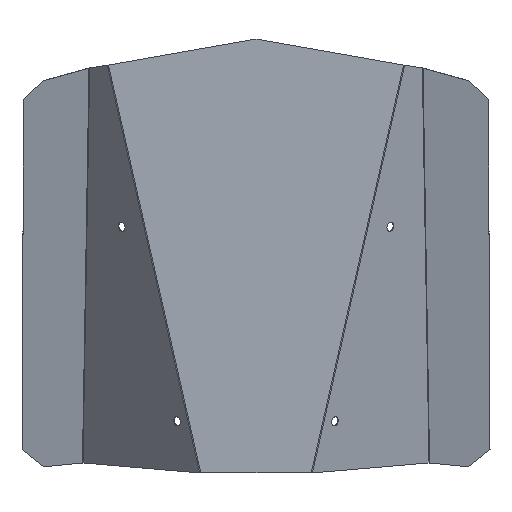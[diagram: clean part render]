
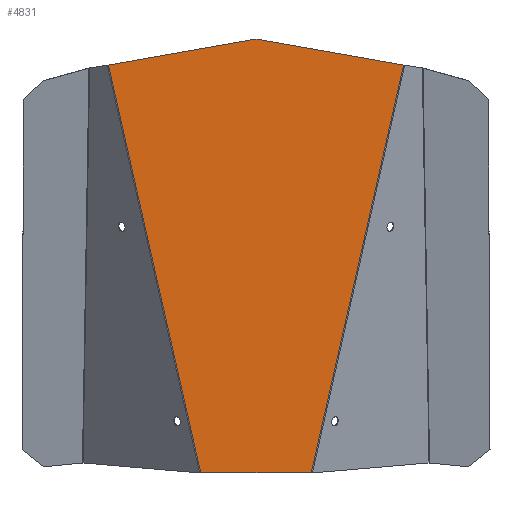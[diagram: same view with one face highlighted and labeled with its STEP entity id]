
A CAD part, top view. The second image highlights one B-rep face of the part: STEP entity #4831.
In plain terms, the highlighted planar face has unit normal (0, 0, 1).
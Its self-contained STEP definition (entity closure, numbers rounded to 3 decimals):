
#849 = PLANE('',#850);
#850 = AXIS2_PLACEMENT_3D('',#851,#852,#853);
#851 = CARTESIAN_POINT('',(0.,0.,0.));
#852 = DIRECTION('',(0.,-1.,0.));
#853 = DIRECTION('',(-1.,0.,0.));
#877 = PLANE('',#878);
#878 = AXIS2_PLACEMENT_3D('',#879,#880,#881);
#879 = CARTESIAN_POINT('',(0.,0.,0.));
#880 = DIRECTION('',(0.,1.,0.));
#881 = DIRECTION('',(1.,0.,0.));
#1031 = PLANE('',#1032);
#1032 = AXIS2_PLACEMENT_3D('',#1033,#1034,#1035);
#1033 = CARTESIAN_POINT('',(240.,428.398,0.));
#1034 = DIRECTION('',(-0.174,-0.985,0.));
#1035 = DIRECTION('',(-0.985,0.174,0.));
#1057 = PLANE('',#1058);
#1058 = AXIS2_PLACEMENT_3D('',#1059,#1060,#1061);
#1059 = CARTESIAN_POINT('',(-240.,428.398,0.));
#1060 = DIRECTION('',(-0.174,0.985,0.));
#1061 = DIRECTION('',(0.985,0.174,0.));
#1451 = VERTEX_POINT('',#1452);
#1452 = CARTESIAN_POINT('',(-60.,0.,0.8));
#1489 = CYLINDRICAL_SURFACE('',#1490,1.8);
#1490 = AXIS2_PLACEMENT_3D('',#1491,#1492,#1493);
#1491 = CARTESIAN_POINT('',(-160.,442.504,-1.));
#1492 = DIRECTION('',(0.22,-0.975,0.));
#1493 = DIRECTION('',(-0.975,-0.22,0.));
#1528 = VERTEX_POINT('',#1529);
#1529 = CARTESIAN_POINT('',(0.,0.,0.8));
#1550 = EDGE_CURVE('',#1528,#1451,#1551,.T.);
#1551 = SURFACE_CURVE('',#1552,(#1556,#1563),.PCURVE_S1.);
#1552 = LINE('',#1553,#1554);
#1553 = CARTESIAN_POINT('',(0.,0.,0.8));
#1554 = VECTOR('',#1555,1.);
#1555 = DIRECTION('',(-1.,0.,0.));
#1556 = PCURVE('',#849,#1557);
#1557 = DEFINITIONAL_REPRESENTATION('',(#1558),#1562);
#1558 = LINE('',#1559,#1560);
#1559 = CARTESIAN_POINT('',(0.,-0.8));
#1560 = VECTOR('',#1561,1.);
#1561 = DIRECTION('',(1.,0.));
#1562 = ( GEOMETRIC_REPRESENTATION_CONTEXT(2) 
PARAMETRIC_REPRESENTATION_CONTEXT() REPRESENTATION_CONTEXT('2D SPACE',''
  ) );
#1563 = PCURVE('',#1564,#1569);
#1564 = PLANE('',#1565);
#1565 = AXIS2_PLACEMENT_3D('',#1566,#1567,#1568);
#1566 = CARTESIAN_POINT('',(0.,211.978,0.8));
#1567 = DIRECTION('',(0.,0.,1.));
#1568 = DIRECTION('',(1.,0.,0.));
#1569 = DEFINITIONAL_REPRESENTATION('',(#1570),#1574);
#1570 = LINE('',#1571,#1572);
#1571 = CARTESIAN_POINT('',(0.,-211.978));
#1572 = VECTOR('',#1573,1.);
#1573 = DIRECTION('',(-1.,0.));
#1574 = ( GEOMETRIC_REPRESENTATION_CONTEXT(2) 
PARAMETRIC_REPRESENTATION_CONTEXT() REPRESENTATION_CONTEXT('2D SPACE',''
  ) );
#1603 = VERTEX_POINT('',#1604);
#1604 = CARTESIAN_POINT('',(-160.,442.504,0.8));
#2023 = EDGE_CURVE('',#1603,#2024,#2026,.T.);
#2024 = VERTEX_POINT('',#2025);
#2025 = CARTESIAN_POINT('',(0.,470.716,0.8));
#2026 = SURFACE_CURVE('',#2027,(#2031,#2038),.PCURVE_S1.);
#2027 = LINE('',#2028,#2029);
#2028 = CARTESIAN_POINT('',(-240.,428.398,0.8));
#2029 = VECTOR('',#2030,1.);
#2030 = DIRECTION('',(0.985,0.174,0.));
#2031 = PCURVE('',#1057,#2032);
#2032 = DEFINITIONAL_REPRESENTATION('',(#2033),#2037);
#2033 = LINE('',#2034,#2035);
#2034 = CARTESIAN_POINT('',(0.,-0.8));
#2035 = VECTOR('',#2036,1.);
#2036 = DIRECTION('',(1.,0.));
#2037 = ( GEOMETRIC_REPRESENTATION_CONTEXT(2) 
PARAMETRIC_REPRESENTATION_CONTEXT() REPRESENTATION_CONTEXT('2D SPACE',''
  ) );
#2038 = PCURVE('',#1564,#2039);
#2039 = DEFINITIONAL_REPRESENTATION('',(#2040),#2044);
#2040 = LINE('',#2041,#2042);
#2041 = CARTESIAN_POINT('',(-240.,216.42));
#2042 = VECTOR('',#2043,1.);
#2043 = DIRECTION('',(0.985,0.174));
#2044 = ( GEOMETRIC_REPRESENTATION_CONTEXT(2) 
PARAMETRIC_REPRESENTATION_CONTEXT() REPRESENTATION_CONTEXT('2D SPACE',''
  ) );
#2518 = VERTEX_POINT('',#2519);
#2519 = CARTESIAN_POINT('',(160.,442.504,0.8));
#2938 = EDGE_CURVE('',#2518,#2024,#2939,.T.);
#2939 = SURFACE_CURVE('',#2940,(#2944,#2951),.PCURVE_S1.);
#2940 = LINE('',#2941,#2942);
#2941 = CARTESIAN_POINT('',(240.,428.398,0.8));
#2942 = VECTOR('',#2943,1.);
#2943 = DIRECTION('',(-0.985,0.174,0.));
#2944 = PCURVE('',#1031,#2945);
#2945 = DEFINITIONAL_REPRESENTATION('',(#2946),#2950);
#2946 = LINE('',#2947,#2948);
#2947 = CARTESIAN_POINT('',(0.,-0.8));
#2948 = VECTOR('',#2949,1.);
#2949 = DIRECTION('',(1.,0.));
#2950 = ( GEOMETRIC_REPRESENTATION_CONTEXT(2) 
PARAMETRIC_REPRESENTATION_CONTEXT() REPRESENTATION_CONTEXT('2D SPACE',''
  ) );
#2951 = PCURVE('',#1564,#2952);
#2952 = DEFINITIONAL_REPRESENTATION('',(#2953),#2957);
#2953 = LINE('',#2954,#2955);
#2954 = CARTESIAN_POINT('',(240.,216.42));
#2955 = VECTOR('',#2956,1.);
#2956 = DIRECTION('',(-0.985,0.174));
#2957 = ( GEOMETRIC_REPRESENTATION_CONTEXT(2) 
PARAMETRIC_REPRESENTATION_CONTEXT() REPRESENTATION_CONTEXT('2D SPACE',''
  ) );
#3344 = EDGE_CURVE('',#1528,#3345,#3347,.T.);
#3345 = VERTEX_POINT('',#3346);
#3346 = CARTESIAN_POINT('',(60.,0.,0.8));
#3347 = SURFACE_CURVE('',#3348,(#3352,#3359),.PCURVE_S1.);
#3348 = LINE('',#3349,#3350);
#3349 = CARTESIAN_POINT('',(0.,0.,0.8));
#3350 = VECTOR('',#3351,1.);
#3351 = DIRECTION('',(1.,0.,0.));
#3352 = PCURVE('',#877,#3353);
#3353 = DEFINITIONAL_REPRESENTATION('',(#3354),#3358);
#3354 = LINE('',#3355,#3356);
#3355 = CARTESIAN_POINT('',(0.,-0.8));
#3356 = VECTOR('',#3357,1.);
#3357 = DIRECTION('',(1.,0.));
#3358 = ( GEOMETRIC_REPRESENTATION_CONTEXT(2) 
PARAMETRIC_REPRESENTATION_CONTEXT() REPRESENTATION_CONTEXT('2D SPACE',''
  ) );
#3359 = PCURVE('',#1564,#3360);
#3360 = DEFINITIONAL_REPRESENTATION('',(#3361),#3365);
#3361 = LINE('',#3362,#3363);
#3362 = CARTESIAN_POINT('',(0.,-211.978));
#3363 = VECTOR('',#3364,1.);
#3364 = DIRECTION('',(1.,0.));
#3365 = ( GEOMETRIC_REPRESENTATION_CONTEXT(2) 
PARAMETRIC_REPRESENTATION_CONTEXT() REPRESENTATION_CONTEXT('2D SPACE',''
  ) );
#4735 = EDGE_CURVE('',#1603,#1451,#4736,.T.);
#4736 = SURFACE_CURVE('',#4737,(#4741,#4748),.PCURVE_S1.);
#4737 = LINE('',#4738,#4739);
#4738 = CARTESIAN_POINT('',(-160.,442.504,0.8));
#4739 = VECTOR('',#4740,1.);
#4740 = DIRECTION('',(0.22,-0.975,0.));
#4741 = PCURVE('',#1489,#4742);
#4742 = DEFINITIONAL_REPRESENTATION('',(#4743),#4747);
#4743 = LINE('',#4744,#4745);
#4744 = CARTESIAN_POINT('',(4.712,0.));
#4745 = VECTOR('',#4746,1.);
#4746 = DIRECTION('',(0.,1.));
#4747 = ( GEOMETRIC_REPRESENTATION_CONTEXT(2) 
PARAMETRIC_REPRESENTATION_CONTEXT() REPRESENTATION_CONTEXT('2D SPACE',''
  ) );
#4748 = PCURVE('',#1564,#4749);
#4749 = DEFINITIONAL_REPRESENTATION('',(#4750),#4754);
#4750 = LINE('',#4751,#4752);
#4751 = CARTESIAN_POINT('',(-160.,230.526));
#4752 = VECTOR('',#4753,1.);
#4753 = DIRECTION('',(0.22,-0.975));
#4754 = ( GEOMETRIC_REPRESENTATION_CONTEXT(2) 
PARAMETRIC_REPRESENTATION_CONTEXT() REPRESENTATION_CONTEXT('2D SPACE',''
  ) );
#4831 = ADVANCED_FACE('',(#4832),#1564,.T.);
#4832 = FACE_BOUND('',#4833,.T.);
#4833 = EDGE_LOOP('',(#4834,#4835,#4836,#4862,#4863,#4864));
#4834 = ORIENTED_EDGE('',*,*,#1550,.F.);
#4835 = ORIENTED_EDGE('',*,*,#3344,.T.);
#4836 = ORIENTED_EDGE('',*,*,#4837,.T.);
#4837 = EDGE_CURVE('',#3345,#2518,#4838,.T.);
#4838 = SURFACE_CURVE('',#4839,(#4843,#4850),.PCURVE_S1.);
#4839 = LINE('',#4840,#4841);
#4840 = CARTESIAN_POINT('',(60.,0.,0.8));
#4841 = VECTOR('',#4842,1.);
#4842 = DIRECTION('',(0.22,0.975,0.));
#4843 = PCURVE('',#1564,#4844);
#4844 = DEFINITIONAL_REPRESENTATION('',(#4845),#4849);
#4845 = LINE('',#4846,#4847);
#4846 = CARTESIAN_POINT('',(60.,-211.978));
#4847 = VECTOR('',#4848,1.);
#4848 = DIRECTION('',(0.22,0.975));
#4849 = ( GEOMETRIC_REPRESENTATION_CONTEXT(2) 
PARAMETRIC_REPRESENTATION_CONTEXT() REPRESENTATION_CONTEXT('2D SPACE',''
  ) );
#4850 = PCURVE('',#4851,#4856);
#4851 = CYLINDRICAL_SURFACE('',#4852,1.8);
#4852 = AXIS2_PLACEMENT_3D('',#4853,#4854,#4855);
#4853 = CARTESIAN_POINT('',(160.,442.504,-1.));
#4854 = DIRECTION('',(0.22,0.975,0.));
#4855 = DIRECTION('',(0.975,-0.22,0.));
#4856 = DEFINITIONAL_REPRESENTATION('',(#4857),#4861);
#4857 = LINE('',#4858,#4859);
#4858 = CARTESIAN_POINT('',(4.712,-453.663));
#4859 = VECTOR('',#4860,1.);
#4860 = DIRECTION('',(0.,1.));
#4861 = ( GEOMETRIC_REPRESENTATION_CONTEXT(2) 
PARAMETRIC_REPRESENTATION_CONTEXT() REPRESENTATION_CONTEXT('2D SPACE',''
  ) );
#4862 = ORIENTED_EDGE('',*,*,#2938,.T.);
#4863 = ORIENTED_EDGE('',*,*,#2023,.F.);
#4864 = ORIENTED_EDGE('',*,*,#4735,.T.);
